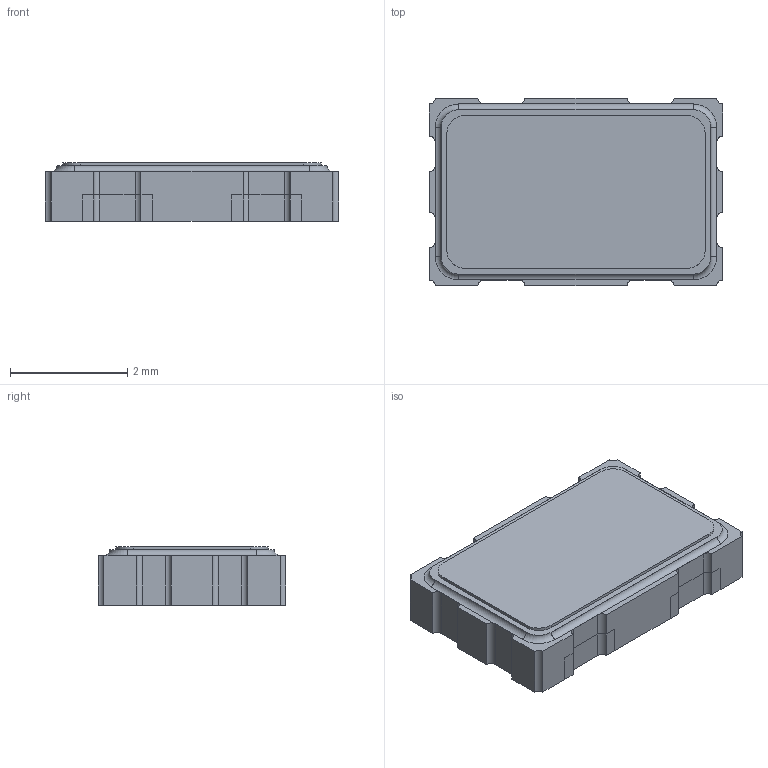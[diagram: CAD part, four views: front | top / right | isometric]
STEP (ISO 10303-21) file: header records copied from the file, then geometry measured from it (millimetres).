
FILE_DESCRIPTION(('FreeCAD Model'),'2;1');
FILE_NAME('SG5032CAN.step', '2021-04-05T15:58:38',('Author'),(''), 'Open CASCADE STEP processor 7.3','FreeCAD','Unknown');
FILE_SCHEMA(('AUTOMOTIVE_DESIGN { 1 0 10303 214 1 1 1 1 }'));
Length unit declared in the file: millimetre
Products named in the file (1): SG5032CAN
Bounding box: 5 x 3.2 x 1 mm (x, y, z)
Volume: 15 mm3; surface area: 47 mm2
Topology: 1 solids, 1 shells, 92 faces, 249 edges, 161 vertices
Faces by surface type: plane 48, cylinder 40, torus 4
Entity records: 6860 total; most frequent: CARTESIAN_POINT 1429, DIRECTION 861, LINE 523, VECTOR 523, ORIENTED_EDGE 498, PCURVE 498, DEFINITIONAL_REPRESENTATION 498, EDGE_CURVE 249
